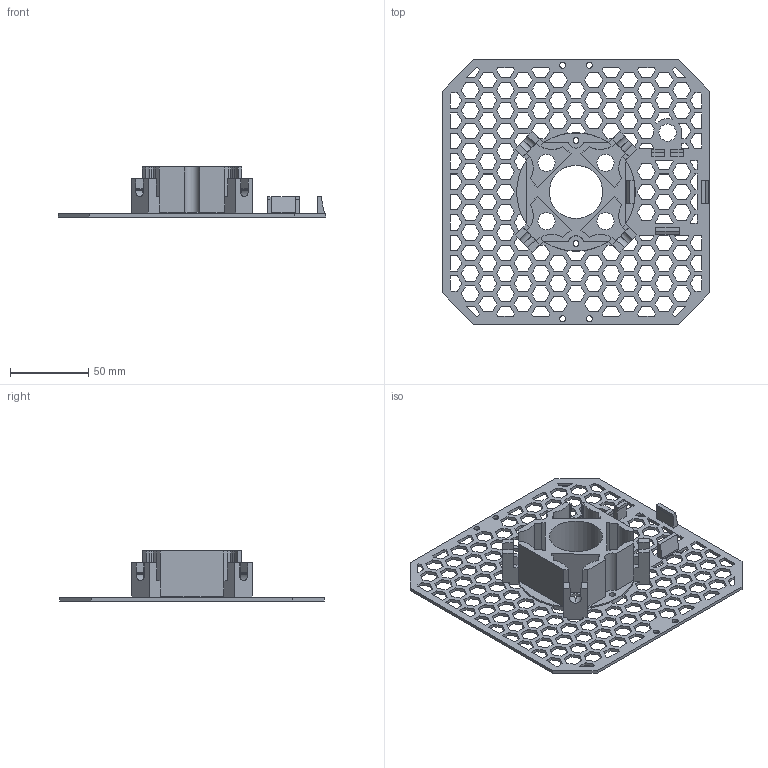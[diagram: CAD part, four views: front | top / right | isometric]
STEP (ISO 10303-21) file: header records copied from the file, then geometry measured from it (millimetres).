
FILE_DESCRIPTION(/* description */ (''),/* implementation_level */ '2;1');
FILE_NAME(/* name */ 'Deckbox_mounting_antennas_level_1.step',/* time_stamp */ '2024-09-25T17:07:05+02:00',/* author */ (''),/* organization */ (''),/* preprocessor_version */ 'ST-DEVELOPER v20',/* originating_system */ 'Autodesk Translation Framework v13.20.0.188',/* authorisation */ '');
FILE_SCHEMA (('AUTOMOTIVE_DESIGN { 1 0 10303 214 3 1 1 }'));
Length unit declared in the file: millimetre
Products named in the file (1): Deckbox_mounting_antennas
Bounding box: 171 x 169 x 32 mm (x, y, z)
Volume: 83102.4 mm3; surface area: 67067.8 mm2
Topology: 1 solids, 1 shells, 1047 faces, 3129 edges, 2078 vertices
Faces by surface type: plane 1010, cylinder 37
Full cylindrical faces by diameter (mm): 3.8 x6, 11 x5, 34 x1
Entity records: 35173 total; most frequent: ORIENTED_EDGE 6258, CARTESIAN_POINT 6255, DIRECTION 5309, EDGE_CURVE 3129, LINE 3045, VECTOR 3045, VERTEX_POINT 2078, EDGE_LOOP 1359
